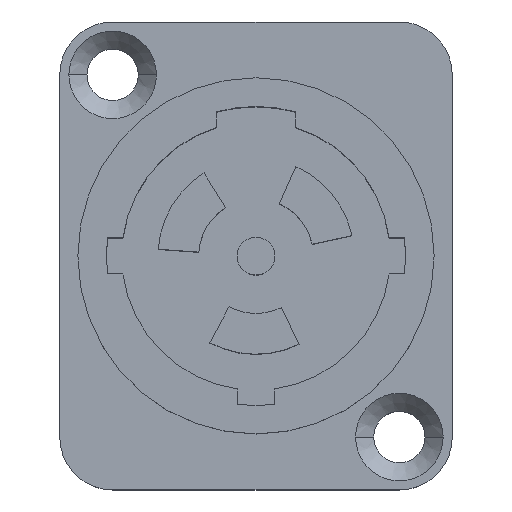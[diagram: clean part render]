
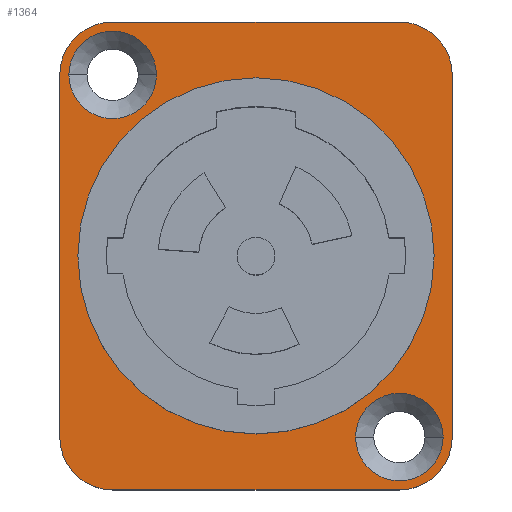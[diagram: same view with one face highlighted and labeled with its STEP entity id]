
A CAD part, top view. The second image highlights one B-rep face of the part: STEP entity #1364.
In plain terms, the highlighted planar face has unit normal (0, 0, 1).
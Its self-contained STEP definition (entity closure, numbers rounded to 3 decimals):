
#193=DIRECTION('',(0.,1.,0.));
#194=VECTOR('',#193,24.);
#195=CARTESIAN_POINT('',(-13.,-12.,4.5));
#196=LINE('',#195,#194);
#197=CARTESIAN_POINT('',(-9.5,12.,4.5));
#198=DIRECTION('',(0.,0.,1.));
#199=DIRECTION('',(0.,1.,0.));
#200=AXIS2_PLACEMENT_3D('',#197,#198,#199);
#202=DIRECTION('',(1.,0.,0.));
#203=VECTOR('',#202,19.);
#204=CARTESIAN_POINT('',(-9.5,15.5,4.5));
#205=LINE('',#204,#203);
#206=CARTESIAN_POINT('',(9.5,12.,4.5));
#207=DIRECTION('',(0.,0.,1.));
#208=DIRECTION('',(1.,0.,0.));
#209=AXIS2_PLACEMENT_3D('',#206,#207,#208);
#211=DIRECTION('',(0.,-1.,0.));
#212=VECTOR('',#211,24.);
#213=CARTESIAN_POINT('',(13.,12.,4.5));
#214=LINE('',#213,#212);
#215=CARTESIAN_POINT('',(9.5,-12.,4.5));
#216=DIRECTION('',(0.,0.,1.));
#217=DIRECTION('',(0.,-1.,0.));
#218=AXIS2_PLACEMENT_3D('',#215,#216,#217);
#220=DIRECTION('',(-1.,0.,0.));
#221=VECTOR('',#220,19.);
#222=CARTESIAN_POINT('',(9.5,-15.5,4.5));
#223=LINE('',#222,#221);
#224=CARTESIAN_POINT('',(-9.5,-12.,4.5));
#225=DIRECTION('',(0.,0.,1.));
#226=DIRECTION('',(-1.,0.,0.));
#227=AXIS2_PLACEMENT_3D('',#224,#225,#226);
#229=CARTESIAN_POINT('',(-9.5,12.,4.5));
#230=DIRECTION('',(0.,0.,-1.));
#231=DIRECTION('',(1.,0.,0.));
#232=AXIS2_PLACEMENT_3D('',#229,#230,#231);
#234=CARTESIAN_POINT('',(-9.5,12.,4.5));
#235=DIRECTION('',(0.,0.,-1.));
#236=DIRECTION('',(-1.,0.,0.));
#237=AXIS2_PLACEMENT_3D('',#234,#235,#236);
#239=CARTESIAN_POINT('',(9.5,-12.,4.5));
#240=DIRECTION('',(0.,0.,-1.));
#241=DIRECTION('',(1.,0.,0.));
#242=AXIS2_PLACEMENT_3D('',#239,#240,#241);
#244=CARTESIAN_POINT('',(9.5,-12.,4.5));
#245=DIRECTION('',(0.,0.,-1.));
#246=DIRECTION('',(-1.,0.,0.));
#247=AXIS2_PLACEMENT_3D('',#244,#245,#246);
#257=CARTESIAN_POINT('',(0.,0.,4.5));
#258=DIRECTION('',(0.,0.,1.));
#259=DIRECTION('',(0.,1.,0.));
#260=AXIS2_PLACEMENT_3D('',#257,#258,#259);
#262=CARTESIAN_POINT('',(0.,0.,4.5));
#263=DIRECTION('',(0.,0.,-1.));
#264=DIRECTION('',(0.,1.,0.));
#265=AXIS2_PLACEMENT_3D('',#262,#263,#264);
#821=CARTESIAN_POINT('',(0.,11.8,4.5));
#823=VERTEX_POINT('',#821);
#829=CARTESIAN_POINT('',(0.,-11.8,4.5));
#831=VERTEX_POINT('',#829);
#853=CARTESIAN_POINT('',(-13.,-12.,4.5));
#854=CARTESIAN_POINT('',(-13.,12.,4.5));
#855=VERTEX_POINT('',#853);
#856=VERTEX_POINT('',#854);
#857=CARTESIAN_POINT('',(-9.5,15.5,4.5));
#858=VERTEX_POINT('',#857);
#859=CARTESIAN_POINT('',(9.5,15.5,4.5));
#860=VERTEX_POINT('',#859);
#861=CARTESIAN_POINT('',(13.,12.,4.5));
#862=VERTEX_POINT('',#861);
#863=CARTESIAN_POINT('',(13.,-12.,4.5));
#864=VERTEX_POINT('',#863);
#865=CARTESIAN_POINT('',(9.5,-15.5,4.5));
#866=VERTEX_POINT('',#865);
#867=CARTESIAN_POINT('',(-9.5,-15.5,4.5));
#868=VERTEX_POINT('',#867);
#913=CARTESIAN_POINT('',(-6.6,12.,4.5));
#914=CARTESIAN_POINT('',(-12.4,12.,4.5));
#915=VERTEX_POINT('',#913);
#916=VERTEX_POINT('',#914);
#921=CARTESIAN_POINT('',(12.4,-12.,4.5));
#922=CARTESIAN_POINT('',(6.6,-12.,4.5));
#923=VERTEX_POINT('',#921);
#924=VERTEX_POINT('',#922);
#1331=CARTESIAN_POINT('',(0.,0.,4.5));
#1332=DIRECTION('',(0.,0.,-1.));
#1333=DIRECTION('',(0.,-1.,0.));
#1334=AXIS2_PLACEMENT_3D('',#1331,#1332,#1333);
#1335=PLANE('',#1334);
#1336=ORIENTED_EDGE('',*,*,#1227,.T.);
#1337=ORIENTED_EDGE('',*,*,#1242,.F.);
#1338=ORIENTED_EDGE('',*,*,#1256,.T.);
#1339=ORIENTED_EDGE('',*,*,#1270,.F.);
#1340=ORIENTED_EDGE('',*,*,#1284,.T.);
#1341=ORIENTED_EDGE('',*,*,#1298,.F.);
#1342=ORIENTED_EDGE('',*,*,#1312,.T.);
#1343=ORIENTED_EDGE('',*,*,#1325,.F.);
#1344=EDGE_LOOP('',(#1336,#1337,#1338,#1339,#1340,#1341,#1342,#1343));
#1345=FACE_OUTER_BOUND('',#1344,.F.);
#1347=ORIENTED_EDGE('',*,*,#1346,.T.);
#1349=ORIENTED_EDGE('',*,*,#1348,.F.);
#1350=EDGE_LOOP('',(#1347,#1349));
#1351=FACE_BOUND('',#1350,.F.);
#1353=ORIENTED_EDGE('',*,*,#1352,.F.);
#1355=ORIENTED_EDGE('',*,*,#1354,.F.);
#1356=EDGE_LOOP('',(#1353,#1355));
#1357=FACE_BOUND('',#1356,.F.);
#1359=ORIENTED_EDGE('',*,*,#1358,.F.);
#1361=ORIENTED_EDGE('',*,*,#1360,.F.);
#1362=EDGE_LOOP('',(#1359,#1361));
#1363=FACE_BOUND('',#1362,.F.);
#1364=ADVANCED_FACE('',(#1345,#1351,#1357,#1363),#1335,.F.);
#201=CIRCLE('',#200,3.5);
#210=CIRCLE('',#209,3.5);
#219=CIRCLE('',#218,3.5);
#228=CIRCLE('',#227,3.5);
#233=CIRCLE('',#232,2.9);
#238=CIRCLE('',#237,2.9);
#243=CIRCLE('',#242,2.9);
#248=CIRCLE('',#247,2.9);
#261=CIRCLE('',#260,11.8);
#266=CIRCLE('',#265,11.8);
#1227=EDGE_CURVE('',#855,#856,#196,.T.);
#1242=EDGE_CURVE('',#858,#856,#201,.T.);
#1256=EDGE_CURVE('',#858,#860,#205,.T.);
#1270=EDGE_CURVE('',#862,#860,#210,.T.);
#1284=EDGE_CURVE('',#862,#864,#214,.T.);
#1298=EDGE_CURVE('',#866,#864,#219,.T.);
#1312=EDGE_CURVE('',#866,#868,#223,.T.);
#1325=EDGE_CURVE('',#855,#868,#228,.T.);
#1346=EDGE_CURVE('',#823,#831,#261,.T.);
#1348=EDGE_CURVE('',#823,#831,#266,.T.);
#1352=EDGE_CURVE('',#915,#916,#233,.T.);
#1354=EDGE_CURVE('',#916,#915,#238,.T.);
#1358=EDGE_CURVE('',#923,#924,#243,.T.);
#1360=EDGE_CURVE('',#924,#923,#248,.T.);
